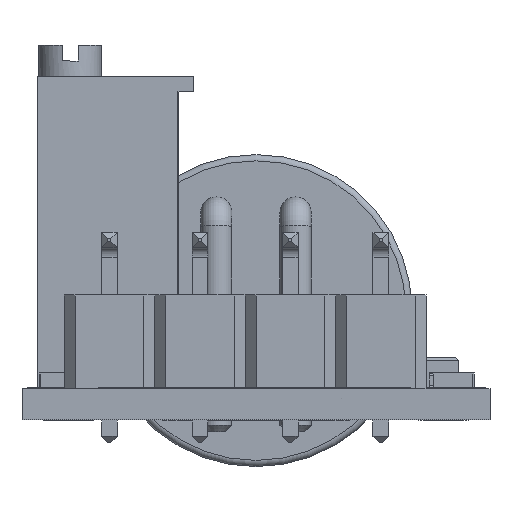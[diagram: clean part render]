
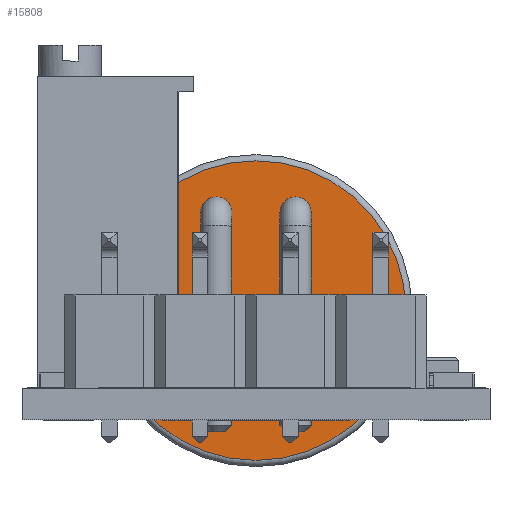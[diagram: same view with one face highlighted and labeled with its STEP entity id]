
A CAD part, front view. The second image highlights one B-rep face of the part: STEP entity #15808.
In plain terms, the highlighted face is planar.
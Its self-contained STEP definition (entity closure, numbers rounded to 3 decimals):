
#15681 = TOROIDAL_SURFACE('',#15682,4.8,0.2);
#15682 = AXIS2_PLACEMENT_3D('',#15683,#15684,#15685);
#15683 = CARTESIAN_POINT('',(0.,0.,0.2));
#15684 = DIRECTION('',(0.,0.,-1.));
#15685 = DIRECTION('',(1.,0.,0.));
#15697 = VERTEX_POINT('',#15698);
#15698 = CARTESIAN_POINT('',(4.8,0.,0.));
#15720 = EDGE_CURVE('',#15697,#15697,#15721,.T.);
#15721 = SURFACE_CURVE('',#15722,(#15727,#15734),.PCURVE_S1.);
#15722 = CIRCLE('',#15723,4.8);
#15723 = AXIS2_PLACEMENT_3D('',#15724,#15725,#15726);
#15724 = CARTESIAN_POINT('',(0.,0.,0.));
#15725 = DIRECTION('',(0.,0.,1.));
#15726 = DIRECTION('',(1.,0.,0.));
#15727 = PCURVE('',#15681,#15728);
#15728 = DEFINITIONAL_REPRESENTATION('',(#15729),#15733);
#15729 = LINE('',#15730,#15731);
#15730 = CARTESIAN_POINT('',(0.,1.571));
#15731 = VECTOR('',#15732,1.);
#15732 = DIRECTION('',(-1.,0.));
#15733 = ( GEOMETRIC_REPRESENTATION_CONTEXT(2) 
PARAMETRIC_REPRESENTATION_CONTEXT() REPRESENTATION_CONTEXT('2D SPACE',''
  ) );
#15734 = PCURVE('',#15735,#15740);
#15735 = PLANE('',#15736);
#15736 = AXIS2_PLACEMENT_3D('',#15737,#15738,#15739);
#15737 = CARTESIAN_POINT('',(5.,0.,0.));
#15738 = DIRECTION('',(0.,0.,-1.));
#15739 = DIRECTION('',(-1.,0.,0.));
#15740 = DEFINITIONAL_REPRESENTATION('',(#15741),#15749);
#15741 = ( BOUNDED_CURVE() B_SPLINE_CURVE(2,(#15742,#15743,#15744,#15745
    ,#15746,#15747,#15748),.UNSPECIFIED.,.F.,.F.) 
B_SPLINE_CURVE_WITH_KNOTS((1,2,2,2,2,1),(-2.094,0.,
    2.094,4.189,6.283,8.378),
.UNSPECIFIED.) CURVE() GEOMETRIC_REPRESENTATION_ITEM() 
RATIONAL_B_SPLINE_CURVE((1.,0.5,1.,0.5,1.,0.5,1.)) REPRESENTATION_ITEM(
  '') );
#15742 = CARTESIAN_POINT('',(0.2,0.));
#15743 = CARTESIAN_POINT('',(0.2,8.314));
#15744 = CARTESIAN_POINT('',(7.4,4.157));
#15745 = CARTESIAN_POINT('',(14.6,0.));
#15746 = CARTESIAN_POINT('',(7.4,-4.157));
#15747 = CARTESIAN_POINT('',(0.2,-8.314));
#15748 = CARTESIAN_POINT('',(0.2,0.));
#15749 = ( GEOMETRIC_REPRESENTATION_CONTEXT(2) 
PARAMETRIC_REPRESENTATION_CONTEXT() REPRESENTATION_CONTEXT('2D SPACE',''
  ) );
#15808 = ADVANCED_FACE('',(#15809),#15735,.T.);
#15809 = FACE_BOUND('',#15810,.T.);
#15810 = EDGE_LOOP('',(#15811));
#15811 = ORIENTED_EDGE('',*,*,#15720,.F.);
